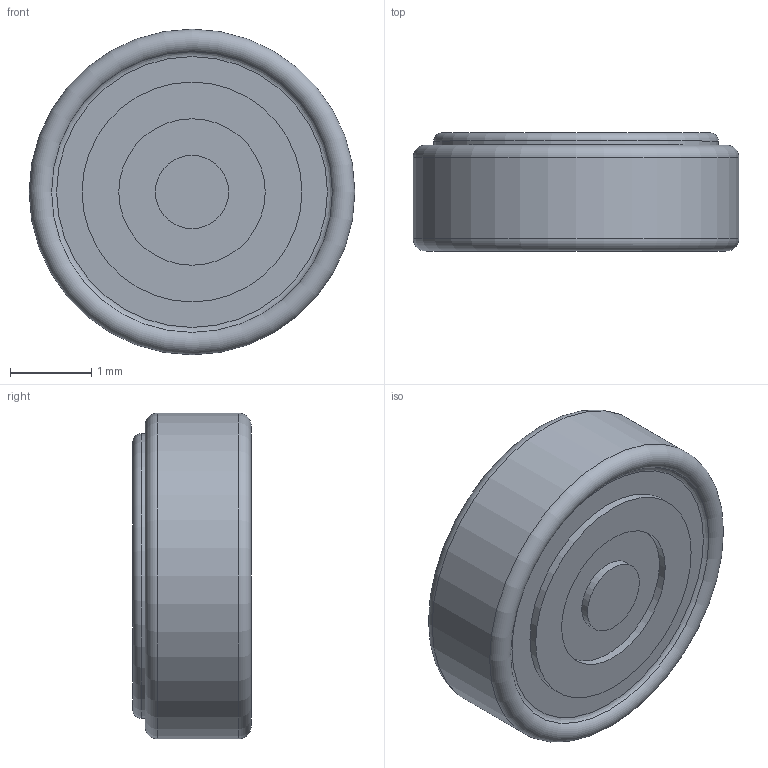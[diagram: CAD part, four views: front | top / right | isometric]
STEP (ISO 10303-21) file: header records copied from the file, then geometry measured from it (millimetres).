
FILE_DESCRIPTION(/* description */ (''),/* implementation_level */ '2;1');
FILE_NAME(/* name */ 'B4013AM423-093.step',/* time_stamp */ '2021-07-25T13:59:58+02:00',/* author */ (''),/* organization */ (''),/* preprocessor_version */ 'ST-DEVELOPER v18.1',/* originating_system */ 'Autodesk Translation Framework v10.9.0.1377',/* authorisation */ '');
FILE_SCHEMA (('AUTOMOTIVE_DESIGN { 1 0 10303 214 3 1 1 }'));
Length unit declared in the file: millimetre
Products named in the file (1): B4013AM423-093
Bounding box: 4 x 1.45 x 4 mm (x, y, z)
Volume: 17.1 mm3; surface area: 62.3 mm2
Topology: 2 solids, 2 shells, 16 faces, 26 edges, 17 vertices
Faces by surface type: plane 7, cylinder 5, torus 4
Full cylindrical faces by diameter (mm): 0.9 x1, 1.8 x1, 2.7 x1, 3.5 x1, 4 x1
Entity records: 450 total; most frequent: DIRECTION 81, CARTESIAN_POINT 60, ORIENTED_EDGE 52, AXIS2_PLACEMENT_3D 38, EDGE_CURVE 26, CIRCLE 21, EDGE_LOOP 19, VERTEX_POINT 17
